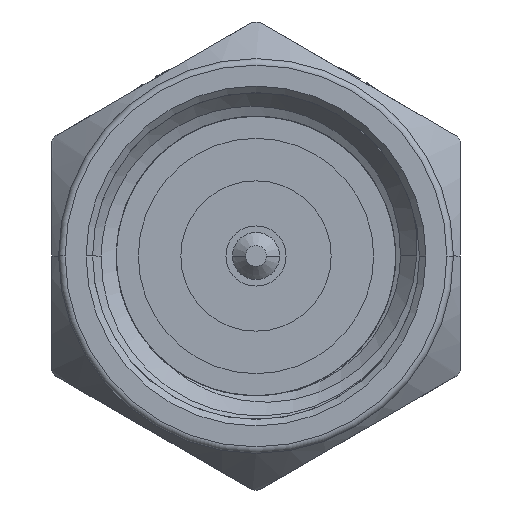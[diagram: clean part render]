
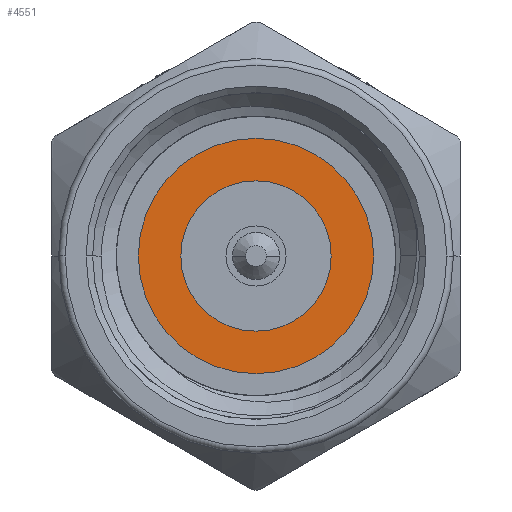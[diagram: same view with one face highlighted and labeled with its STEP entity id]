
A CAD part, left-side view. The second image highlights one B-rep face of the part: STEP entity #4551.
In plain terms, the highlighted planar face has unit normal (-1, 0, 0).
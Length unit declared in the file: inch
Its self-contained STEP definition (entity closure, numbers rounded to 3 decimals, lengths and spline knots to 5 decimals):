
#105 = ORIENTED_EDGE ( 'NONE', *, *, #3556, .T. ) ;
#618 = CARTESIAN_POINT ( 'NONE',  ( 0.125, -0.09, 0. ) ) ;
#1312 = DIRECTION ( 'NONE',  ( -1., 0., 0. ) ) ;
#2412 = DIRECTION ( 'NONE',  ( 0., -1., 0. ) ) ;
#2413 = CARTESIAN_POINT ( 'NONE',  ( 0.125, 0.09, 0. ) ) ;
#2581 = DIRECTION ( 'NONE',  ( 0., -1., 0. ) ) ;
#2707 = FACE_BOUND ( 'NONE', #11915, .T. ) ;
#3248 = CARTESIAN_POINT ( 'NONE',  ( 0.125, 0., 0. ) ) ;
#3293 = VERTEX_POINT ( 'NONE', #16109 ) ;
#3418 = EDGE_LOOP ( 'NONE', ( #105, #5847 ) ) ;
#3466 = EDGE_CURVE ( 'NONE', #4424, #10905, #10568, .T. ) ;
#3556 = EDGE_CURVE ( 'NONE', #10905, #4424, #10352, .T. ) ;
#3714 = CARTESIAN_POINT ( 'NONE',  ( 0.125, 0., 0. ) ) ;
#4424 = VERTEX_POINT ( 'NONE', #618 ) ;
#4551 = ADVANCED_FACE ( 'NONE', ( #2707, #15607 ), #9559, .T. ) ;
#4732 = ORIENTED_EDGE ( 'NONE', *, *, #9548, .F. ) ;
#5163 = CARTESIAN_POINT ( 'NONE',  ( 0.125, 0.05748, 0. ) ) ;
#5726 = AXIS2_PLACEMENT_3D ( 'NONE', #3248, #10845, #11924 ) ;
#5847 = ORIENTED_EDGE ( 'NONE', *, *, #3466, .T. ) ;
#5989 = VERTEX_POINT ( 'NONE', #5163 ) ;
#7388 = CARTESIAN_POINT ( 'NONE',  ( 0.125, 0., 0. ) ) ;
#8365 = DIRECTION ( 'NONE',  ( -1., 0., 0. ) ) ;
#8971 = AXIS2_PLACEMENT_3D ( 'NONE', #14578, #8365, #16024 ) ;
#9121 = AXIS2_PLACEMENT_3D ( 'NONE', #3714, #9894, #2412 ) ;
#9548 = EDGE_CURVE ( 'NONE', #3293, #5989, #15535, .T. ) ;
#9559 = PLANE ( 'NONE',  #8971 ) ;
#9573 = AXIS2_PLACEMENT_3D ( 'NONE', #7388, #12137, #10997 ) ;
#9894 = DIRECTION ( 'NONE',  ( -1., 0., 0. ) ) ;
#10001 = CARTESIAN_POINT ( 'NONE',  ( 0.125, 0., 0. ) ) ;
#10352 = CIRCLE ( 'NONE', #14842, 0.09 ) ;
#10568 = CIRCLE ( 'NONE', #5726, 0.09 ) ;
#10845 = DIRECTION ( 'NONE',  ( -1., 0., 0. ) ) ;
#10905 = VERTEX_POINT ( 'NONE', #2413 ) ;
#10997 = DIRECTION ( 'NONE',  ( 0., -1., 0. ) ) ;
#11225 = ORIENTED_EDGE ( 'NONE', *, *, #15817, .F. ) ;
#11915 = EDGE_LOOP ( 'NONE', ( #11225, #4732 ) ) ;
#11924 = DIRECTION ( 'NONE',  ( 0., -1., 0. ) ) ;
#12137 = DIRECTION ( 'NONE',  ( -1., 0., 0. ) ) ;
#14499 = CIRCLE ( 'NONE', #9573, 0.05748 ) ;
#14578 = CARTESIAN_POINT ( 'NONE',  ( 0.125, 0., 0. ) ) ;
#14842 = AXIS2_PLACEMENT_3D ( 'NONE', #10001, #1312, #2581 ) ;
#15535 = CIRCLE ( 'NONE', #9121, 0.05748 ) ;
#15607 = FACE_OUTER_BOUND ( 'NONE', #3418, .T. ) ;
#15817 = EDGE_CURVE ( 'NONE', #5989, #3293, #14499, .T. ) ;
#16024 = DIRECTION ( 'NONE',  ( 0., -1., 0. ) ) ;
#16109 = CARTESIAN_POINT ( 'NONE',  ( 0.125, -0.05748, 0. ) ) ;
